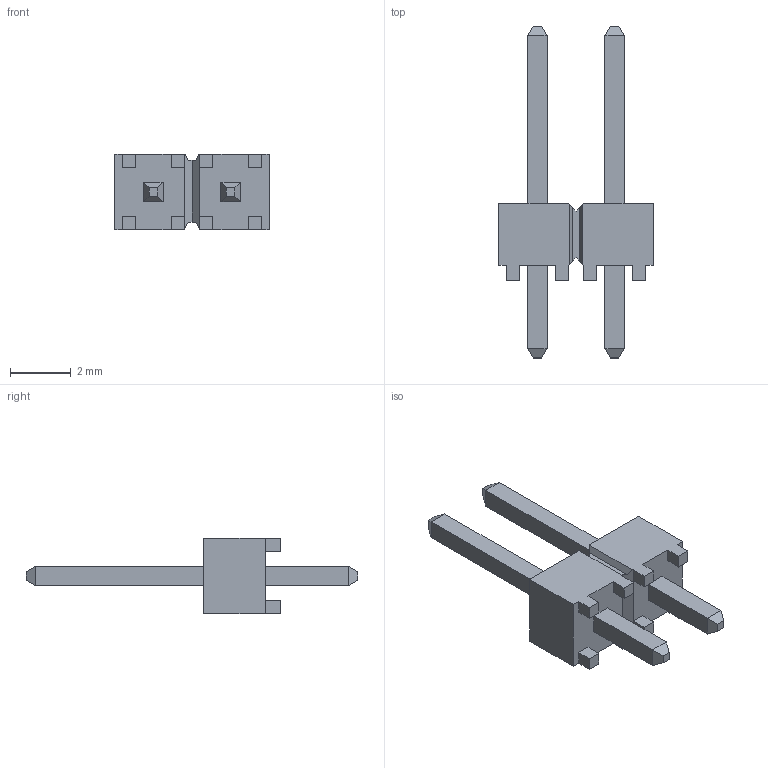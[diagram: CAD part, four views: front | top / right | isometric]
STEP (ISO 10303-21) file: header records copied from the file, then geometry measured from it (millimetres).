
FILE_DESCRIPTION(('STEP AP214'),'1');
FILE_NAME('strip_htsw-102-07-tm-s.stp','2022-11-30T22:14:18',('TraceParts'),('TraceParts S.A.'),'Spatial InterOp 3D',' ',' ');
FILE_SCHEMA(('AUTOMOTIVE_DESIGN { 1 0 10303 214 1 1 1 1 }'));
Length unit declared in the file: millimetre
Products named in the file (1): strip_htsw-102-07-tm-s
Bounding box: 5.08 x 10.92 x 2.49 mm (x, y, z)
Volume: 32.8 mm3; surface area: 107.8 mm2
Topology: 1 solids, 1 shells, 88 faces, 224 edges, 142 vertices
Faces by surface type: plane 88
Entity records: 3292 total; most frequent: CARTESIAN_POINT 455, ORIENTED_EDGE 448, DIRECTION 402, EDGE_CURVE 224, LINE 224, VECTOR 224, VERTEX_POINT 142, EDGE_LOOP 92
